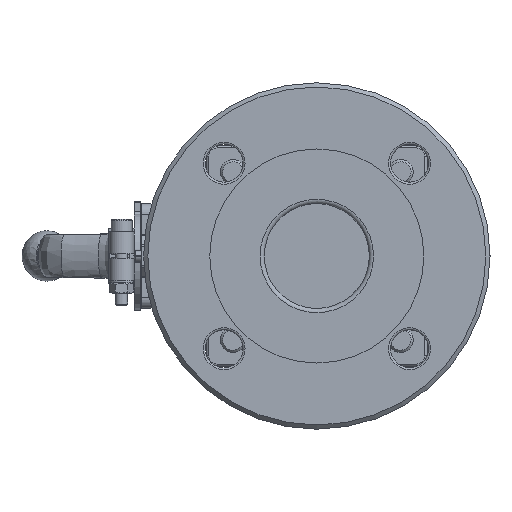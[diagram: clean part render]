
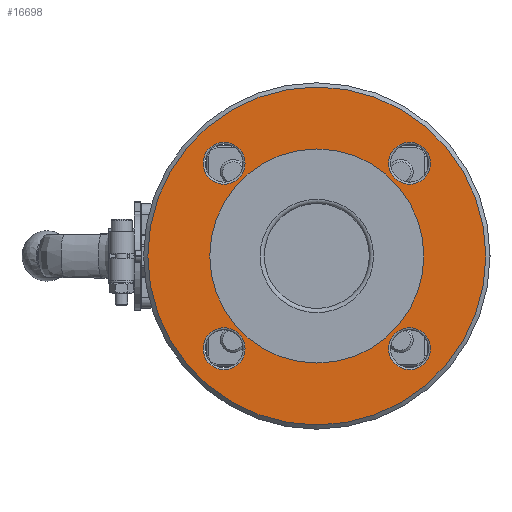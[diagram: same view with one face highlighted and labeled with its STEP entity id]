
A CAD part, left-side view. The second image highlights one B-rep face of the part: STEP entity #16698.
In plain terms, the highlighted planar face has unit normal (-1, 0, 0).
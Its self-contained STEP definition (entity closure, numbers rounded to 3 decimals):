
#1278 = EDGE_LOOP ( 'NONE', ( #4009 ) ) ;
#1906 = ORIENTED_EDGE ( 'NONE', *, *, #2656, .T. ) ;
#2656 = EDGE_CURVE ( 'NONE', #47231, #47231, #54359, .T. ) ;
#4009 = ORIENTED_EDGE ( 'NONE', *, *, #18700, .T. ) ;
#4203 = DIRECTION ( 'NONE',  ( 0., 0., 1. ) ) ;
#4325 = DIRECTION ( 'NONE',  ( 1., 0., 0. ) ) ;
#5298 = AXIS2_PLACEMENT_3D ( 'NONE', #29054, #20691, #38541 ) ;
#8976 = FACE_BOUND ( 'NONE', #14773, .T. ) ;
#10332 = DIRECTION ( 'NONE',  ( 0., 1., 0. ) ) ;
#12049 = FACE_BOUND ( 'NONE', #26821, .T. ) ;
#12380 = CARTESIAN_POINT ( 'NONE',  ( -57.5, 79.194, 54.194 ) ) ;
#12867 = EDGE_CURVE ( 'NONE', #35783, #35783, #34234, .T. ) ;
#13765 = VERTEX_POINT ( 'NONE', #22939 ) ;
#14773 = EDGE_LOOP ( 'NONE', ( #41202 ) ) ;
#15999 = DIRECTION ( 'NONE',  ( 1., 0., 0. ) ) ;
#16579 = CIRCLE ( 'NONE', #32610, 10. ) ;
#16698 = ADVANCED_FACE ( 'NONE', ( #46611, #47171, #46894, #12049, #42170, #8976 ), #54757, .T. ) ;
#17409 = EDGE_LOOP ( 'NONE', ( #20816 ) ) ;
#18700 = EDGE_CURVE ( 'NONE', #13765, #13765, #16579, .T. ) ;
#18983 = CARTESIAN_POINT ( 'NONE',  ( -57.5, -9.194, -44.194 ) ) ;
#20691 = DIRECTION ( 'NONE',  ( 1., 0., 0. ) ) ;
#20816 = ORIENTED_EDGE ( 'NONE', *, *, #30110, .F. ) ;
#21676 = VERTEX_POINT ( 'NONE', #46784 ) ;
#22544 = DIRECTION ( 'NONE',  ( 1., 0., 0. ) ) ;
#22939 = CARTESIAN_POINT ( 'NONE',  ( -57.5, -9.194, 54.194 ) ) ;
#23239 = CIRCLE ( 'NONE', #41056, 51. ) ;
#23766 = CARTESIAN_POINT ( 'NONE',  ( -57.5, 115.5, 0. ) ) ;
#25502 = ORIENTED_EDGE ( 'NONE', *, *, #43813, .T. ) ;
#25633 = CIRCLE ( 'NONE', #46987, 80.5 ) ;
#26821 = EDGE_LOOP ( 'NONE', ( #39879 ) ) ;
#27621 = DIRECTION ( 'NONE',  ( 0., 0., 1. ) ) ;
#29037 = DIRECTION ( 'NONE',  ( -1., 0., 0. ) ) ;
#29054 = CARTESIAN_POINT ( 'NONE',  ( -57.5, 79.194, 44.194 ) ) ;
#29428 = CARTESIAN_POINT ( 'NONE',  ( -57.5, -9.194, 44.194 ) ) ;
#29841 = CARTESIAN_POINT ( 'NONE',  ( -57.5, 35., 0. ) ) ;
#30110 = EDGE_CURVE ( 'NONE', #36874, #36874, #25633, .T. ) ;
#30639 = DIRECTION ( 'NONE',  ( 0., 0., 1. ) ) ;
#31192 = CARTESIAN_POINT ( 'NONE',  ( -57.5, 79.194, -44.194 ) ) ;
#32032 = EDGE_LOOP ( 'NONE', ( #1906 ) ) ;
#32513 = CIRCLE ( 'NONE', #44140, 10. ) ;
#32610 = AXIS2_PLACEMENT_3D ( 'NONE', #29428, #4325, #54607 ) ;
#34234 = CIRCLE ( 'NONE', #43191, 10. ) ;
#35783 = VERTEX_POINT ( 'NONE', #43608 ) ;
#35994 = DIRECTION ( 'NONE',  ( 1., 0., 0. ) ) ;
#36874 = VERTEX_POINT ( 'NONE', #23766 ) ;
#38541 = DIRECTION ( 'NONE',  ( 0., 0., 1. ) ) ;
#39879 = ORIENTED_EDGE ( 'NONE', *, *, #12867, .T. ) ;
#40381 = CARTESIAN_POINT ( 'NONE',  ( -57.5, 86., 0. ) ) ;
#41056 = AXIS2_PLACEMENT_3D ( 'NONE', #29841, #46867, #10332 ) ;
#41125 = CARTESIAN_POINT ( 'NONE',  ( -57.5, 35., 0. ) ) ;
#41202 = ORIENTED_EDGE ( 'NONE', *, *, #52474, .T. ) ;
#42170 = FACE_BOUND ( 'NONE', #49832, .T. ) ;
#42448 = CARTESIAN_POINT ( 'NONE',  ( -57.5, 100.75, 0. ) ) ;
#43191 = AXIS2_PLACEMENT_3D ( 'NONE', #18983, #35994, #27621 ) ;
#43608 = CARTESIAN_POINT ( 'NONE',  ( -57.5, -9.194, -34.194 ) ) ;
#43813 = EDGE_CURVE ( 'NONE', #21676, #21676, #32513, .T. ) ;
#44140 = AXIS2_PLACEMENT_3D ( 'NONE', #31192, #22544, #30639 ) ;
#45829 = DIRECTION ( 'NONE',  ( 0., 1., 0. ) ) ;
#46611 = FACE_OUTER_BOUND ( 'NONE', #17409, .T. ) ;
#46784 = CARTESIAN_POINT ( 'NONE',  ( -57.5, 79.194, -34.194 ) ) ;
#46867 = DIRECTION ( 'NONE',  ( 1., 0., 0. ) ) ;
#46894 = FACE_BOUND ( 'NONE', #1278, .T. ) ;
#46987 = AXIS2_PLACEMENT_3D ( 'NONE', #41125, #15999, #45829 ) ;
#47171 = FACE_BOUND ( 'NONE', #32032, .T. ) ;
#47231 = VERTEX_POINT ( 'NONE', #12380 ) ;
#48176 = VERTEX_POINT ( 'NONE', #40381 ) ;
#49832 = EDGE_LOOP ( 'NONE', ( #25502 ) ) ;
#50540 = AXIS2_PLACEMENT_3D ( 'NONE', #42448, #29037, #4203 ) ;
#52474 = EDGE_CURVE ( 'NONE', #48176, #48176, #23239, .T. ) ;
#54359 = CIRCLE ( 'NONE', #5298, 10. ) ;
#54607 = DIRECTION ( 'NONE',  ( 0., 0., 1. ) ) ;
#54757 = PLANE ( 'NONE',  #50540 ) ;
